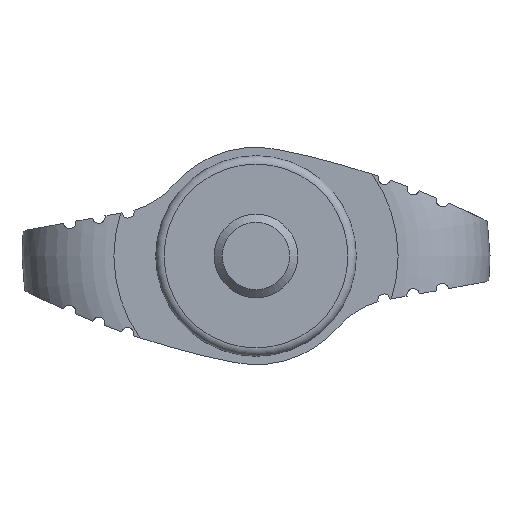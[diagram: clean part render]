
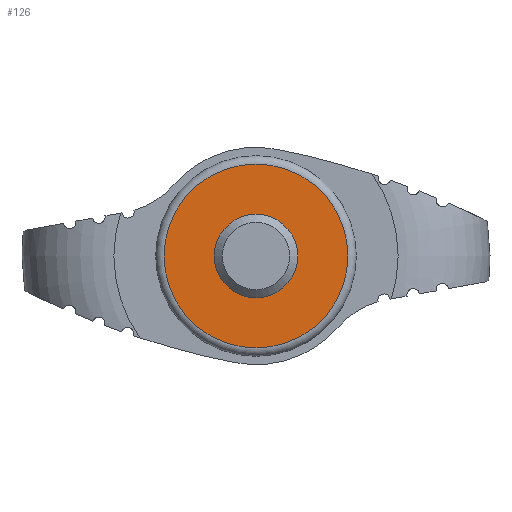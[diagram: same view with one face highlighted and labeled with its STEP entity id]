
A CAD part, front view. The second image highlights one B-rep face of the part: STEP entity #126.
In plain terms, the highlighted planar face has unit normal (0, -1, 0).
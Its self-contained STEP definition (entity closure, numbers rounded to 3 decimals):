
#126 = ADVANCED_FACE( '', ( #267, #268 ), #269, .F. );
#267 = FACE_BOUND( '', #420, .T. );
#268 = FACE_OUTER_BOUND( '', #421, .T. );
#269 = PLANE( '', #422 );
#420 = EDGE_LOOP( '', ( #738 ) );
#421 = EDGE_LOOP( '', ( #739 ) );
#422 = AXIS2_PLACEMENT_3D( '', #740, #741, #742 );
#738 = ORIENTED_EDGE( '', *, *, #1024, .F. );
#739 = ORIENTED_EDGE( '', *, *, #1025, .T. );
#740 = CARTESIAN_POINT( '', ( 5.5, 0., 0. ) );
#741 = DIRECTION( '', ( 0., 1., 0. ) );
#742 = DIRECTION( '', ( 0., 0., 1. ) );
#1024 = EDGE_CURVE( '', #1261, #1261, #1262, .F. );
#1025 = EDGE_CURVE( '', #1263, #1263, #1264, .T. );
#1261 = VERTEX_POINT( '', #1817 );
#1262 = CIRCLE( '', #1818, 2.5 );
#1263 = VERTEX_POINT( '', #1819 );
#1264 = CIRCLE( '', #1820, 5.5 );
#1817 = CARTESIAN_POINT( '', ( 0., 0., 2.5 ) );
#1818 = AXIS2_PLACEMENT_3D( '', #2022, #2023, #2024 );
#1819 = CARTESIAN_POINT( '', ( 0., 0., -5.5 ) );
#1820 = AXIS2_PLACEMENT_3D( '', #2025, #2026, #2027 );
#2022 = CARTESIAN_POINT( '', ( 0., 0., 0. ) );
#2023 = DIRECTION( '', ( 0., 1., 0. ) );
#2024 = DIRECTION( '', ( 0., 0., 1. ) );
#2025 = CARTESIAN_POINT( '', ( 0., 0., 0. ) );
#2026 = DIRECTION( '', ( 0., -1., 0. ) );
#2027 = DIRECTION( '', ( 0., 0., -1. ) );
